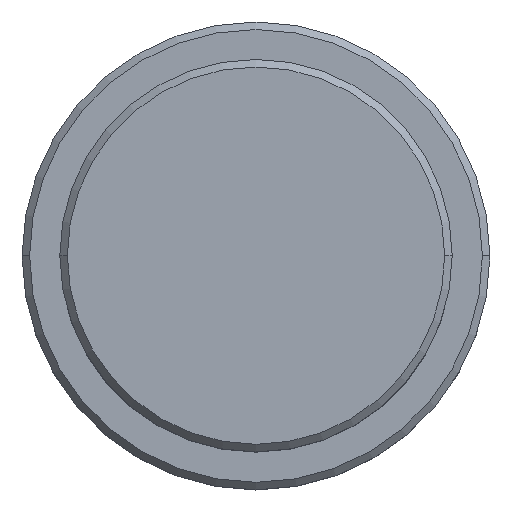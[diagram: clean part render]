
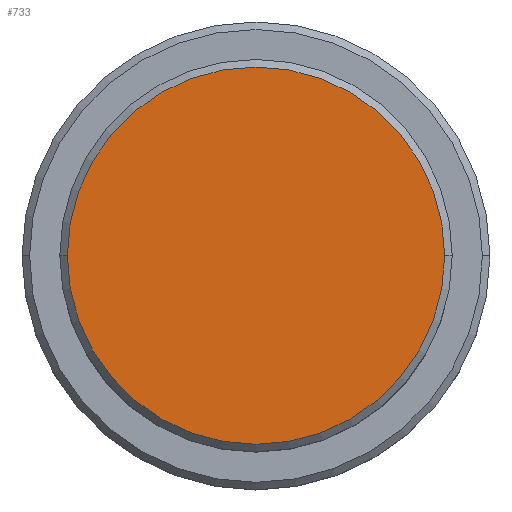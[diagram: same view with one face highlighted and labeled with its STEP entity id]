
A CAD part, top view. The second image highlights one B-rep face of the part: STEP entity #733.
In plain terms, the highlighted planar face has unit normal (0, 0, 1).
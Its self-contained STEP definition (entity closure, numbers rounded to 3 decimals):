
#36 = EDGE_CURVE ( 'NONE', #1192, #346, #677, .T. ) ;
#74 = AXIS2_PLACEMENT_3D ( 'NONE', #138, #262, #924 ) ;
#109 = DIRECTION ( 'NONE',  ( 0., 0., 1. ) ) ;
#138 = CARTESIAN_POINT ( 'NONE',  ( 0., 0., 0. ) ) ;
#149 = ORIENTED_EDGE ( 'NONE', *, *, #36, .T. ) ;
#236 = EDGE_CURVE ( 'NONE', #346, #1192, #948, .T. ) ;
#262 = DIRECTION ( 'NONE',  ( 0., 0., 1. ) ) ;
#264 = AXIS2_PLACEMENT_3D ( 'NONE', #769, #304, #435 ) ;
#304 = DIRECTION ( 'NONE',  ( 0., 0., 1. ) ) ;
#346 = VERTEX_POINT ( 'NONE', #627 ) ;
#435 = DIRECTION ( 'NONE',  ( 1., 0., 0. ) ) ;
#491 = PLANE ( 'NONE',  #74 ) ;
#556 = DIRECTION ( 'NONE',  ( 1., 0., 0. ) ) ;
#627 = CARTESIAN_POINT ( 'NONE',  ( -12.5, 0., 0. ) ) ;
#677 = CIRCLE ( 'NONE', #264, 12.5 ) ;
#687 = ORIENTED_EDGE ( 'NONE', *, *, #236, .T. ) ;
#691 = FACE_OUTER_BOUND ( 'NONE', #801, .T. ) ;
#733 = ADVANCED_FACE ( 'NONE', ( #691 ), #491, .T. ) ;
#769 = CARTESIAN_POINT ( 'NONE',  ( 0., 0., 0. ) ) ;
#801 = EDGE_LOOP ( 'NONE', ( #687, #149 ) ) ;
#829 = AXIS2_PLACEMENT_3D ( 'NONE', #1107, #109, #556 ) ;
#924 = DIRECTION ( 'NONE',  ( 1., 0., 0. ) ) ;
#948 = CIRCLE ( 'NONE', #829, 12.5 ) ;
#1037 = CARTESIAN_POINT ( 'NONE',  ( 12.5, 0., 0. ) ) ;
#1107 = CARTESIAN_POINT ( 'NONE',  ( 0., 0., 0. ) ) ;
#1192 = VERTEX_POINT ( 'NONE', #1037 ) ;
